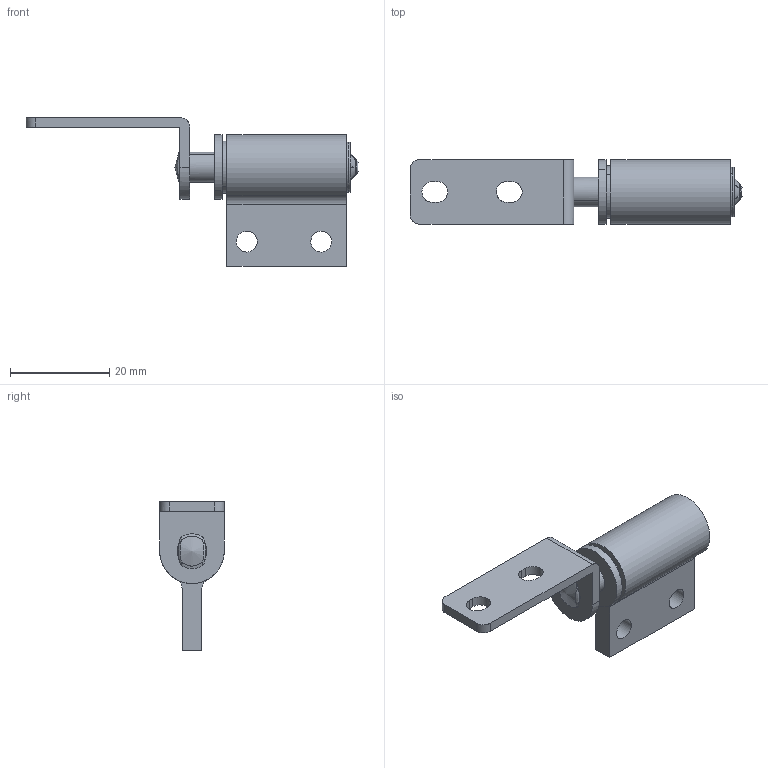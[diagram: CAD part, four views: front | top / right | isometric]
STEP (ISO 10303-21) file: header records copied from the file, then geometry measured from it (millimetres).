
FILE_DESCRIPTION((''),'2;1');
FILE_NAME('','2011-04-26T15:18:58',(''),(''),'','CADfix','');
FILE_SCHEMA(('AUTOMOTIVE_DESIGN { 1 0 10303 214 1 1 1 1 }'));
Length unit declared in the file: millimetre
Bounding box: 66.9 x 13 x 30 mm (x, y, z)
Volume: 6017 mm3; surface area: 6220.7 mm2
Topology: 5 solids, 5 shells, 119 faces, 415 edges, 312 vertices
Faces by surface type: bspline 119
Entity records: 6228 total; most frequent: CARTESIAN_POINT 3722, ORIENTED_EDGE 830, EDGE_CURVE 415, VERTEX_POINT 312, B_SPLINE_CURVE_WITH_KNOTS 260, QUASI_UNIFORM_CURVE 155, EDGE_LOOP 141, FACE_OUTER_BOUND 119
